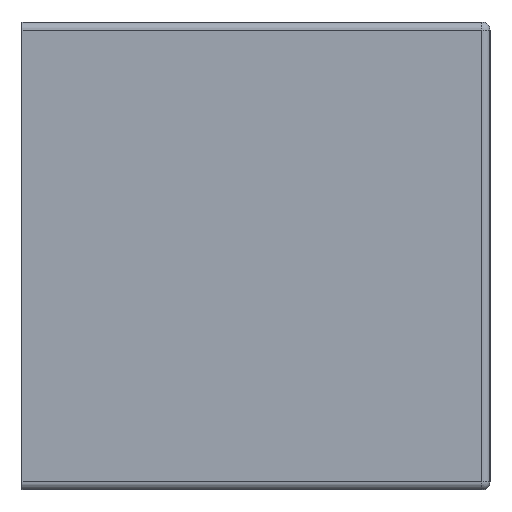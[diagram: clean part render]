
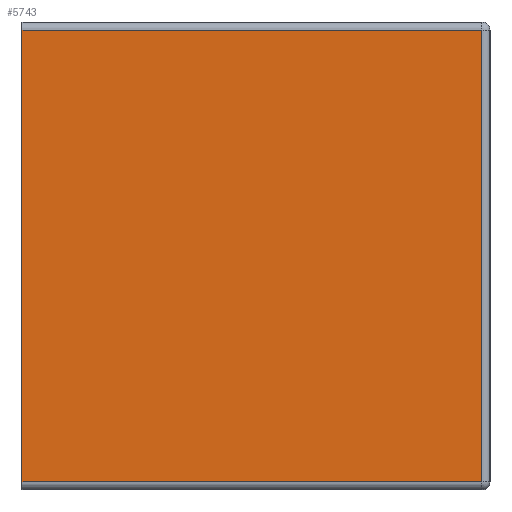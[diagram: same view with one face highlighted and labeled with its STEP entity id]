
A CAD part, left-side view. The second image highlights one B-rep face of the part: STEP entity #5743.
In plain terms, the highlighted planar face has unit normal (-1, 0, 0).
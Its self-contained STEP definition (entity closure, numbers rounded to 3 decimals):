
#266 = VECTOR ( 'NONE', #3915, 1000. ) ;
#416 = DIRECTION ( 'NONE',  ( 0., 0., -1. ) ) ;
#442 = ORIENTED_EDGE ( 'NONE', *, *, #1312, .T. ) ;
#959 = AXIS2_PLACEMENT_3D ( 'NONE', #2879, #5844, #416 ) ;
#1202 = CARTESIAN_POINT ( 'NONE',  ( 0., 0.5, -14. ) ) ;
#1312 = EDGE_CURVE ( 'NONE', #4258, #3014, #1451, .T. ) ;
#1388 = EDGE_CURVE ( 'NONE', #3014, #6882, #3071, .T. ) ;
#1451 = LINE ( 'NONE', #7806, #3820 ) ;
#1625 = EDGE_CURVE ( 'NONE', #6882, #4844, #2412, .T. ) ;
#1779 = DIRECTION ( 'NONE',  ( 0., 1., 0. ) ) ;
#1917 = CARTESIAN_POINT ( 'NONE',  ( 0., 0., -14. ) ) ;
#1996 = EDGE_LOOP ( 'NONE', ( #3576, #442, #2749, #6425 ) ) ;
#2412 = LINE ( 'NONE', #1917, #2505 ) ;
#2505 = VECTOR ( 'NONE', #3824, 1000. ) ;
#2749 = ORIENTED_EDGE ( 'NONE', *, *, #1388, .T. ) ;
#2879 = CARTESIAN_POINT ( 'NONE',  ( 0., 0., 14.5 ) ) ;
#3003 = CARTESIAN_POINT ( 'NONE',  ( 0., 29., -14. ) ) ;
#3014 = VERTEX_POINT ( 'NONE', #3821 ) ;
#3071 = LINE ( 'NONE', #6589, #5596 ) ;
#3225 = LINE ( 'NONE', #3886, #266 ) ;
#3576 = ORIENTED_EDGE ( 'NONE', *, *, #6664, .T. ) ;
#3820 = VECTOR ( 'NONE', #1779, 1000. ) ;
#3821 = CARTESIAN_POINT ( 'NONE',  ( 0., 29., 14. ) ) ;
#3824 = DIRECTION ( 'NONE',  ( 0., -1., 0. ) ) ;
#3886 = CARTESIAN_POINT ( 'NONE',  ( 0., 0.5, 14.5 ) ) ;
#3915 = DIRECTION ( 'NONE',  ( 0., 0., 1. ) ) ;
#4258 = VERTEX_POINT ( 'NONE', #6183 ) ;
#4607 = FACE_OUTER_BOUND ( 'NONE', #1996, .T. ) ;
#4844 = VERTEX_POINT ( 'NONE', #1202 ) ;
#5596 = VECTOR ( 'NONE', #6477, 1000. ) ;
#5743 = ADVANCED_FACE ( 'NONE', ( #4607 ), #5877, .F. ) ;
#5844 = DIRECTION ( 'NONE',  ( 1., 0., 0. ) ) ;
#5877 = PLANE ( 'NONE',  #959 ) ;
#6183 = CARTESIAN_POINT ( 'NONE',  ( 0., 0.5, 14. ) ) ;
#6425 = ORIENTED_EDGE ( 'NONE', *, *, #1625, .T. ) ;
#6477 = DIRECTION ( 'NONE',  ( 0., 0., -1. ) ) ;
#6589 = CARTESIAN_POINT ( 'NONE',  ( 0., 29., 14.5 ) ) ;
#6664 = EDGE_CURVE ( 'NONE', #4844, #4258, #3225, .T. ) ;
#6882 = VERTEX_POINT ( 'NONE', #3003 ) ;
#7806 = CARTESIAN_POINT ( 'NONE',  ( 0., 0., 14. ) ) ;
